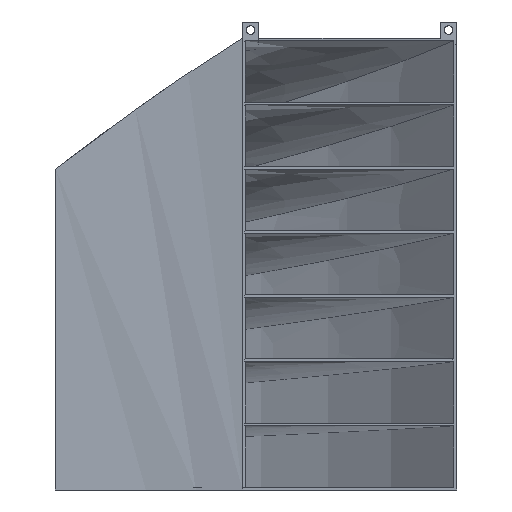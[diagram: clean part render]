
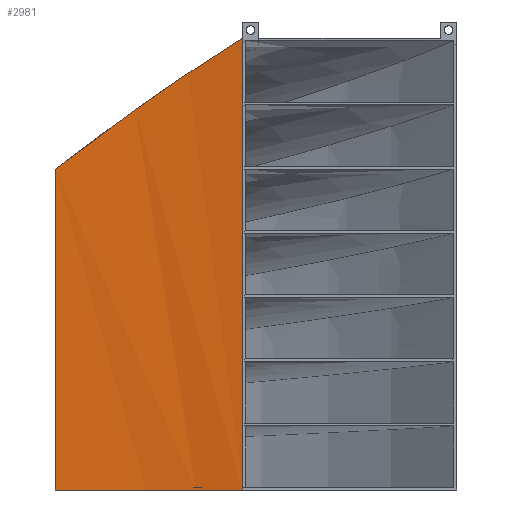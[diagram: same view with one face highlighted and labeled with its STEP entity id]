
A CAD part, left-side view. The second image highlights one B-rep face of the part: STEP entity #2981.
In plain terms, the highlighted free-form (B-spline) face has degree [3, 1] with [10, 2] control points.
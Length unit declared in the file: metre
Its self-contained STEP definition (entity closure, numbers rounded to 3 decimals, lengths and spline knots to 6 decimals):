
#93=B_SPLINE_SURFACE_WITH_KNOTS('',3,1,((#4621,#4622),(#4623,#4624),(#4625,
#4626),(#4627,#4628),(#4629,#4630),(#4631,#4632),(#4633,#4634),(#4635,#4636),
(#4637,#4638),(#4639,#4640)),.SURF_OF_LINEAR_EXTRUSION.,.F.,.F.,.F.,(4,
1,1,1,1,1,1,4),(2,2),(0.,0.125,0.25,
0.375,0.5,0.75,0.875,1.),(0.,1.),.UNSPECIFIED.);
#237=LINE('',#4566,#433);
#263=LINE('',#4641,#459);
#433=VECTOR('',#3377,1.);
#459=VECTOR('',#3407,1.);
#609=B_SPLINE_CURVE_WITH_KNOTS('',3,(#4644,#4645,#4646,#4647,#4648,#4649,
#4650,#4651,#4652),.UNSPECIFIED.,.F.,.F.,(4,1,1,1,1,1,4),(0.,0.162154,
0.325499,0.490306,0.657215,0.826897,
1.),.UNSPECIFIED.);
#610=B_SPLINE_CURVE_WITH_KNOTS('',3,(#4653,#4654,#4655,#4656,#4657,#4658,
#4659,#4660,#4661),.UNSPECIFIED.,.F.,.F.,(4,1,1,1,1,1,4),(0.,0.162154,
0.325499,0.490306,0.657215,0.826897,
1.),.UNSPECIFIED.);
#975=ORIENTED_EDGE('',*,*,#1885,.T.);
#976=ORIENTED_EDGE('',*,*,#1886,.T.);
#977=ORIENTED_EDGE('',*,*,#1857,.F.);
#978=ORIENTED_EDGE('',*,*,#1887,.F.);
#1857=EDGE_CURVE('',#2304,#2305,#237,.F.);
#1885=EDGE_CURVE('',#2332,#2333,#263,.T.);
#1886=EDGE_CURVE('',#2333,#2305,#609,.T.);
#1887=EDGE_CURVE('',#2332,#2304,#610,.T.);
#2304=VERTEX_POINT('',#4565);
#2305=VERTEX_POINT('',#4567);
#2332=VERTEX_POINT('',#4642);
#2333=VERTEX_POINT('',#4643);
#2562=EDGE_LOOP('',(#975,#976,#977,#978));
#2775=FACE_BOUND('',#2562,.T.);
#2981=ADVANCED_FACE('',(#2775),#93,.T.);
#3377=DIRECTION('',(0.,0.,1.));
#3407=DIRECTION('',(0.,0.,-1.));
#4565=CARTESIAN_POINT('',(0.,0.08,0.169));
#4566=CARTESIAN_POINT('',(0.,0.08,0.1685));
#4567=CARTESIAN_POINT('',(0.,0.08,0.));
#4621=CARTESIAN_POINT('',(0.,0.08,0.170014));
#4622=CARTESIAN_POINT('',(0.,0.08,0.));
#4623=CARTESIAN_POINT('',(0.00054,0.08288,0.170014));
#4624=CARTESIAN_POINT('',(0.00054,0.08288,0.));
#4625=CARTESIAN_POINT('',(0.001626,0.088639,0.170014));
#4626=CARTESIAN_POINT('',(0.001626,0.088639,0.));
#4627=CARTESIAN_POINT('',(0.002945,0.097326,0.170014));
#4628=CARTESIAN_POINT('',(0.002945,0.097326,0.));
#4629=CARTESIAN_POINT('',(0.003865,0.106077,0.170014));
#4630=CARTESIAN_POINT('',(0.003865,0.106077,0.));
#4631=CARTESIAN_POINT('',(0.004768,0.117761,0.170014));
#4632=CARTESIAN_POINT('',(0.004768,0.117761,0.));
#4633=CARTESIAN_POINT('',(0.005159,0.129485,0.170014));
#4634=CARTESIAN_POINT('',(0.005159,0.129485,0.));
#4635=CARTESIAN_POINT('',(0.005174,0.141208,0.170014));
#4636=CARTESIAN_POINT('',(0.005174,0.141208,0.));
#4637=CARTESIAN_POINT('',(0.005057,0.147069,0.170014));
#4638=CARTESIAN_POINT('',(0.005057,0.147069,0.));
#4639=CARTESIAN_POINT('',(0.005,0.15,0.170014));
#4640=CARTESIAN_POINT('',(0.005,0.15,0.));
#4641=CARTESIAN_POINT('',(0.005,0.15,0.1195));
#4642=CARTESIAN_POINT('',(0.005,0.15,0.12));
#4643=CARTESIAN_POINT('',(0.005,0.15,0.));
#4644=CARTESIAN_POINT('',(0.005,0.15,0.));
#4645=CARTESIAN_POINT('',(0.00507,0.146412,0.));
#4646=CARTESIAN_POINT('',(0.00521,0.139211,0.));
#4647=CARTESIAN_POINT('',(0.005107,0.128228,0.));
#4648=CARTESIAN_POINT('',(0.004694,0.116893,0.));
#4649=CARTESIAN_POINT('',(0.003814,0.105109,0.));
#4650=CARTESIAN_POINT('',(0.002402,0.092821,0.));
#4651=CARTESIAN_POINT('',(0.000806,0.084302,0.));
#4652=CARTESIAN_POINT('',(0.,0.08,0.));
#4653=CARTESIAN_POINT('',(0.005,0.15,0.12));
#4654=CARTESIAN_POINT('',(0.00507,0.146412,0.122726));
#4655=CARTESIAN_POINT('',(0.00521,0.139211,0.128199));
#4656=CARTESIAN_POINT('',(0.005107,0.128228,0.136368));
#4657=CARTESIAN_POINT('',(0.004694,0.116893,0.144553));
#4658=CARTESIAN_POINT('',(0.003814,0.105109,0.152732));
#4659=CARTESIAN_POINT('',(0.002402,0.092821,0.160923));
#4660=CARTESIAN_POINT('',(0.000806,0.084302,0.16629));
#4661=CARTESIAN_POINT('',(0.,0.08,0.169));
